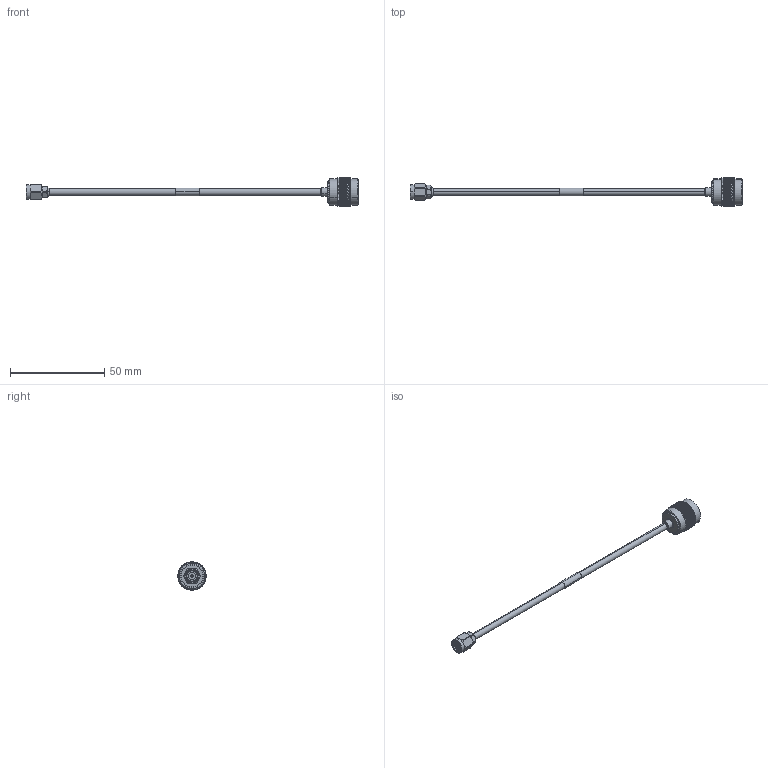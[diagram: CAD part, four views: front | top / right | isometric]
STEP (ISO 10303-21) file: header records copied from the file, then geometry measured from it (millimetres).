
FILE_DESCRIPTION (( 'STEP AP214' ), '1' );
FILE_NAME ('LCCA30422.step', '2020-05-01T19:33:12', ( '' ), ( '' ), 'SwSTEP 2.0', 'SolidWorks 2018', '' );
FILE_SCHEMA (( 'AUTOMOTIVE_DESIGN' ));
Length unit declared in the file: inch
Products named in the file (7): LCCN3043; solder plug right^LCCA30422; 1AW01-003_.152 ID; LCCN3059; solder plug left^LCCA30422; LCCA30422; LC141TB (141 FORMABLE)
Assembly tree (6 placements, depth 2):
  LCCA30422
    LC141TB (141 FORMABLE)
    LCCN3043
    solder plug left^LCCA30422
    1AW01-003_.152 ID
    LCCN3059
    solder plug right^LCCA30422
Bounding box: 175.8 x 14.99 x 14.99 mm (x, y, z)
Volume: 3675.4 mm3; surface area: 4735 mm2
Topology: 6 solids, 6 shells, 2265 faces, 4857 edges, 2616 vertices
Faces by surface type: bspline 1686, cylinder 457, plane 61, cone 45, torus 12, sphere 4
Entity records: 91444 total; most frequent: CARTESIAN_POINT 60136, ORIENTED_EDGE 9714, EDGE_CURVE 4857, VERTEX_POINT 2616, EDGE_LOOP 2283, FACE_OUTER_BOUND 2265, ADVANCED_FACE 2265, B_SPLINE_CURVE_WITH_KNOTS 2113
